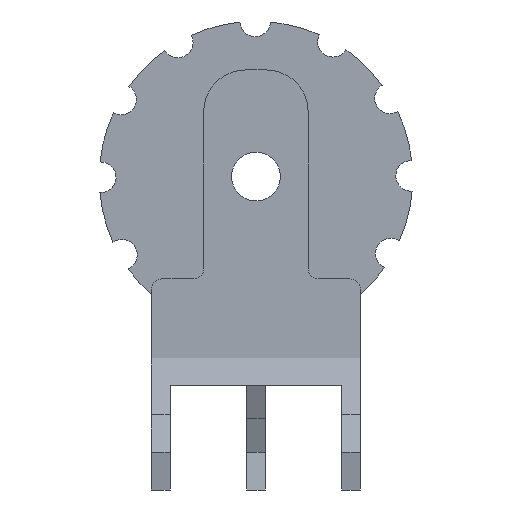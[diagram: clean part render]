
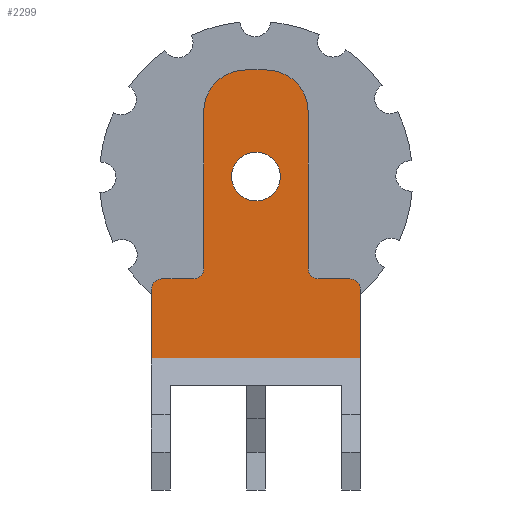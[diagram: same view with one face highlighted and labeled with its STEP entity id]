
A CAD part, left-side view. The second image highlights one B-rep face of the part: STEP entity #2299.
In plain terms, the highlighted planar face has unit normal (-1, 0, 0).
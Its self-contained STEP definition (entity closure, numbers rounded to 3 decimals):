
#2299 = ADVANCED_FACE('',(#2300,#2420),#2431,.T.);
#2300 = FACE_BOUND('',#2301,.T.);
#2301 = EDGE_LOOP('',(#2302,#2312,#2321,#2329,#2338,#2346,#2355,#2363,
    #2372,#2380,#2388,#2396,#2405,#2413));
#2302 = ORIENTED_EDGE('',*,*,#2303,.T.);
#2303 = EDGE_CURVE('',#2304,#2306,#2308,.T.);
#2304 = VERTEX_POINT('',#2305);
#2305 = CARTESIAN_POINT('',(-0.65,-2.5,5.6));
#2306 = VERTEX_POINT('',#2307);
#2307 = CARTESIAN_POINT('',(-0.65,-2.5,13.1));
#2308 = LINE('',#2309,#2310);
#2309 = CARTESIAN_POINT('',(-0.65,-2.5,5.1));
#2310 = VECTOR('',#2311,1.);
#2311 = DIRECTION('',(0.,0.,1.));
#2312 = ORIENTED_EDGE('',*,*,#2313,.T.);
#2313 = EDGE_CURVE('',#2306,#2314,#2316,.T.);
#2314 = VERTEX_POINT('',#2315);
#2315 = CARTESIAN_POINT('',(-0.65,-0.5,15.1));
#2316 = CIRCLE('',#2317,2.);
#2317 = AXIS2_PLACEMENT_3D('',#2318,#2319,#2320);
#2318 = CARTESIAN_POINT('',(-0.65,-0.5,13.1));
#2319 = DIRECTION('',(-1.,0.,0.));
#2320 = DIRECTION('',(0.,0.,-1.));
#2321 = ORIENTED_EDGE('',*,*,#2322,.T.);
#2322 = EDGE_CURVE('',#2314,#2323,#2325,.T.);
#2323 = VERTEX_POINT('',#2324);
#2324 = CARTESIAN_POINT('',(-0.65,0.5,15.1));
#2325 = LINE('',#2326,#2327);
#2326 = CARTESIAN_POINT('',(-0.65,-2.5,15.1));
#2327 = VECTOR('',#2328,1.);
#2328 = DIRECTION('',(0.,1.,0.));
#2329 = ORIENTED_EDGE('',*,*,#2330,.T.);
#2330 = EDGE_CURVE('',#2323,#2331,#2333,.T.);
#2331 = VERTEX_POINT('',#2332);
#2332 = CARTESIAN_POINT('',(-0.65,2.5,13.1));
#2333 = CIRCLE('',#2334,2.);
#2334 = AXIS2_PLACEMENT_3D('',#2335,#2336,#2337);
#2335 = CARTESIAN_POINT('',(-0.65,0.5,13.1));
#2336 = DIRECTION('',(-1.,0.,0.));
#2337 = DIRECTION('',(0.,0.,1.));
#2338 = ORIENTED_EDGE('',*,*,#2339,.F.);
#2339 = EDGE_CURVE('',#2340,#2331,#2342,.T.);
#2340 = VERTEX_POINT('',#2341);
#2341 = CARTESIAN_POINT('',(-0.65,2.5,5.6));
#2342 = LINE('',#2343,#2344);
#2343 = CARTESIAN_POINT('',(-0.65,2.5,5.1));
#2344 = VECTOR('',#2345,1.);
#2345 = DIRECTION('',(0.,0.,1.));
#2346 = ORIENTED_EDGE('',*,*,#2347,.T.);
#2347 = EDGE_CURVE('',#2340,#2348,#2350,.T.);
#2348 = VERTEX_POINT('',#2349);
#2349 = CARTESIAN_POINT('',(-0.65,3.,5.1));
#2350 = CIRCLE('',#2351,0.5);
#2351 = AXIS2_PLACEMENT_3D('',#2352,#2353,#2354);
#2352 = CARTESIAN_POINT('',(-0.65,3.,5.6));
#2353 = DIRECTION('',(1.,0.,-0.));
#2354 = DIRECTION('',(0.,0.,1.));
#2355 = ORIENTED_EDGE('',*,*,#2356,.T.);
#2356 = EDGE_CURVE('',#2348,#2357,#2359,.T.);
#2357 = VERTEX_POINT('',#2358);
#2358 = CARTESIAN_POINT('',(-0.65,4.5,5.1));
#2359 = LINE('',#2360,#2361);
#2360 = CARTESIAN_POINT('',(-0.65,-5.,5.1));
#2361 = VECTOR('',#2362,1.);
#2362 = DIRECTION('',(0.,1.,0.));
#2363 = ORIENTED_EDGE('',*,*,#2364,.F.);
#2364 = EDGE_CURVE('',#2365,#2357,#2367,.T.);
#2365 = VERTEX_POINT('',#2366);
#2366 = CARTESIAN_POINT('',(-0.65,5.,4.6));
#2367 = CIRCLE('',#2368,0.5);
#2368 = AXIS2_PLACEMENT_3D('',#2369,#2370,#2371);
#2369 = CARTESIAN_POINT('',(-0.65,4.5,4.6));
#2370 = DIRECTION('',(1.,0.,-0.));
#2371 = DIRECTION('',(0.,0.,1.));
#2372 = ORIENTED_EDGE('',*,*,#2373,.F.);
#2373 = EDGE_CURVE('',#2374,#2365,#2376,.T.);
#2374 = VERTEX_POINT('',#2375);
#2375 = CARTESIAN_POINT('',(-0.65,5.,0.));
#2376 = LINE('',#2377,#2378);
#2377 = CARTESIAN_POINT('',(-0.65,5.,0.));
#2378 = VECTOR('',#2379,1.);
#2379 = DIRECTION('',(0.,0.,1.));
#2380 = ORIENTED_EDGE('',*,*,#2381,.F.);
#2381 = EDGE_CURVE('',#2382,#2374,#2384,.T.);
#2382 = VERTEX_POINT('',#2383);
#2383 = CARTESIAN_POINT('',(-0.65,-5.,0.));
#2384 = LINE('',#2385,#2386);
#2385 = CARTESIAN_POINT('',(-0.65,-5.,0.));
#2386 = VECTOR('',#2387,1.);
#2387 = DIRECTION('',(0.,1.,0.));
#2388 = ORIENTED_EDGE('',*,*,#2389,.T.);
#2389 = EDGE_CURVE('',#2382,#2390,#2392,.T.);
#2390 = VERTEX_POINT('',#2391);
#2391 = CARTESIAN_POINT('',(-0.65,-5.,4.6));
#2392 = LINE('',#2393,#2394);
#2393 = CARTESIAN_POINT('',(-0.65,-5.,0.));
#2394 = VECTOR('',#2395,1.);
#2395 = DIRECTION('',(0.,0.,1.));
#2396 = ORIENTED_EDGE('',*,*,#2397,.F.);
#2397 = EDGE_CURVE('',#2398,#2390,#2400,.T.);
#2398 = VERTEX_POINT('',#2399);
#2399 = CARTESIAN_POINT('',(-0.65,-4.5,5.1));
#2400 = CIRCLE('',#2401,0.5);
#2401 = AXIS2_PLACEMENT_3D('',#2402,#2403,#2404);
#2402 = CARTESIAN_POINT('',(-0.65,-4.5,4.6));
#2403 = DIRECTION('',(1.,-0.,0.));
#2404 = DIRECTION('',(0.,0.,-1.));
#2405 = ORIENTED_EDGE('',*,*,#2406,.T.);
#2406 = EDGE_CURVE('',#2398,#2407,#2409,.T.);
#2407 = VERTEX_POINT('',#2408);
#2408 = CARTESIAN_POINT('',(-0.65,-3.,5.1));
#2409 = LINE('',#2410,#2411);
#2410 = CARTESIAN_POINT('',(-0.65,-5.,5.1));
#2411 = VECTOR('',#2412,1.);
#2412 = DIRECTION('',(0.,1.,0.));
#2413 = ORIENTED_EDGE('',*,*,#2414,.F.);
#2414 = EDGE_CURVE('',#2304,#2407,#2415,.T.);
#2415 = CIRCLE('',#2416,0.5);
#2416 = AXIS2_PLACEMENT_3D('',#2417,#2418,#2419);
#2417 = CARTESIAN_POINT('',(-0.65,-3.,5.6));
#2418 = DIRECTION('',(-1.,0.,0.));
#2419 = DIRECTION('',(0.,0.,-1.));
#2420 = FACE_BOUND('',#2421,.T.);
#2421 = EDGE_LOOP('',(#2422));
#2422 = ORIENTED_EDGE('',*,*,#2423,.T.);
#2423 = EDGE_CURVE('',#2424,#2424,#2426,.T.);
#2424 = VERTEX_POINT('',#2425);
#2425 = CARTESIAN_POINT('',(-0.65,1.167,10.));
#2426 = CIRCLE('',#2427,1.167);
#2427 = AXIS2_PLACEMENT_3D('',#2428,#2429,#2430);
#2428 = CARTESIAN_POINT('',(-0.65,0.,10.));
#2429 = DIRECTION('',(1.,0.,0.));
#2430 = DIRECTION('',(0.,1.,0.));
#2431 = PLANE('',#2432);
#2432 = AXIS2_PLACEMENT_3D('',#2433,#2434,#2435);
#2433 = CARTESIAN_POINT('',(-0.65,0.,6.554));
#2434 = DIRECTION('',(-1.,0.,0.));
#2435 = DIRECTION('',(0.,0.,-1.));
